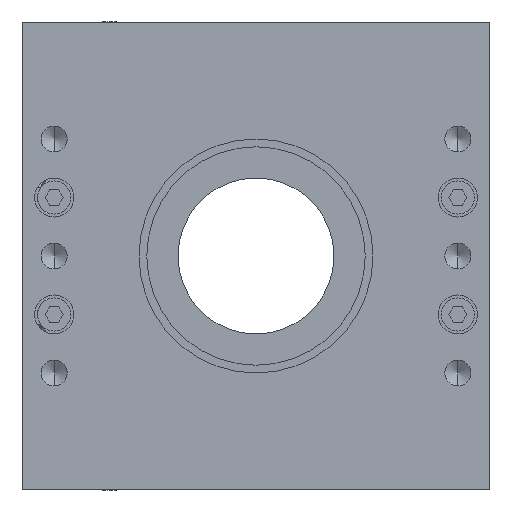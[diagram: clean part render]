
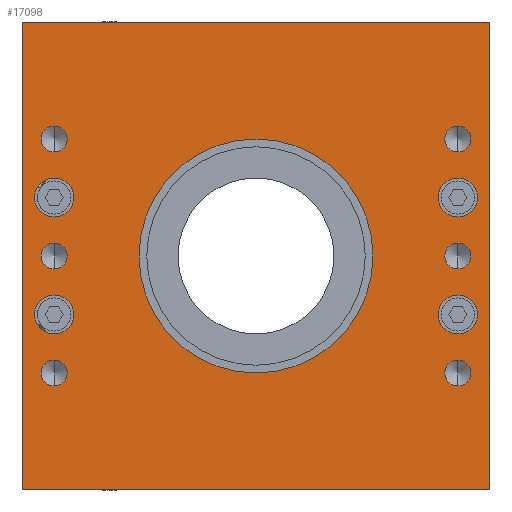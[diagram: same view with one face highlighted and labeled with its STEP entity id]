
A CAD part, left-side view. The second image highlights one B-rep face of the part: STEP entity #17098.
In plain terms, the highlighted planar face has unit normal (-1, 0, 0).
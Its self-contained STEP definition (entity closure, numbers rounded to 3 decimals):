
#303=CARTESIAN_POINT('',(-80.0,-51.75,10.));
#304=VERTEX_POINT('',#303);
#320=CARTESIAN_POINT('',(-80.0,-51.75,20.));
#321=VERTEX_POINT('',#320);
#328=CARTESIAN_POINT('',(-80.0,-51.75,15.));
#329=DIRECTION('',(-1.0,0.0,0.0));
#330=DIRECTION('',(0.0,-1.0,0.0));
#331=AXIS2_PLACEMENT_3D('',#328,#329,#330);
#332=CIRCLE('',#331,5.0);
#333=EDGE_CURVE('',#304,#321,#332,.F.);
#345=CARTESIAN_POINT('',(-80.0,-51.75,-20.));
#346=VERTEX_POINT('',#345);
#362=CARTESIAN_POINT('',(-80.0,-51.75,-10.));
#363=VERTEX_POINT('',#362);
#370=CARTESIAN_POINT('',(-80.0,-51.75,-15.));
#371=DIRECTION('',(-1.0,0.0,0.0));
#372=DIRECTION('',(0.0,-1.0,0.0));
#373=AXIS2_PLACEMENT_3D('',#370,#371,#372);
#374=CIRCLE('',#373,5.0);
#375=EDGE_CURVE('',#346,#363,#374,.F.);
#387=CARTESIAN_POINT('',(-80.0,51.75,-20.));
#388=VERTEX_POINT('',#387);
#455=CARTESIAN_POINT('',(-80.0,51.75,-10.));
#456=VERTEX_POINT('',#455);
#463=CARTESIAN_POINT('',(-80.0,51.75,-15.));
#464=DIRECTION('',(-1.0,0.0,0.0));
#465=DIRECTION('',(0.0,-1.0,0.0));
#466=AXIS2_PLACEMENT_3D('',#463,#464,#465);
#467=CIRCLE('',#466,5.0);
#468=EDGE_CURVE('',#388,#456,#467,.F.);
#480=CARTESIAN_POINT('',(-80.0,51.75,10.));
#481=VERTEX_POINT('',#480);
#551=CARTESIAN_POINT('',(-80.0,51.75,20.));
#552=VERTEX_POINT('',#551);
#559=CARTESIAN_POINT('',(-80.0,51.75,15.0));
#560=DIRECTION('',(-1.0,0.0,0.0));
#561=DIRECTION('',(0.0,-1.0,0.0));
#562=AXIS2_PLACEMENT_3D('',#559,#560,#561);
#563=CIRCLE('',#562,5.0);
#564=EDGE_CURVE('',#481,#552,#563,.F.);
#1164=CARTESIAN_POINT('',(-80.0,0.,-30.0));
#1165=VERTEX_POINT('',#1164);
#1181=CARTESIAN_POINT('',(-80.0,0.,30.));
#1182=VERTEX_POINT('',#1181);
#1189=CARTESIAN_POINT('',(-80.0,0.,0.));
#1190=DIRECTION('',(-1.0,0.0,0.0));
#1191=DIRECTION('',(0.0,-1.0,0.0));
#1192=AXIS2_PLACEMENT_3D('',#1189,#1190,#1191);
#1193=CIRCLE('',#1192,30.0);
#1194=EDGE_CURVE('',#1165,#1182,#1193,.F.);
#9675=CARTESIAN_POINT('',(-80.0,0.,0.));
#9676=DIRECTION('',(-1.0,0.0,0.0));
#9677=DIRECTION('',(0.0,1.0,0.0));
#9678=AXIS2_PLACEMENT_3D('',#9675,#9676,#9677);
#9679=CIRCLE('',#9678,30.0);
#9680=EDGE_CURVE('',#1182,#1165,#9679,.F.);
#10249=CARTESIAN_POINT('',(-80.0,-51.75,33.324));
#10250=VERTEX_POINT('',#10249);
#10266=CARTESIAN_POINT('',(-80.0,-51.75,26.677));
#10267=VERTEX_POINT('',#10266);
#10274=CARTESIAN_POINT('',(-80.0,-51.75,30.));
#10275=DIRECTION('',(-1.0,0.0,0.0));
#10276=DIRECTION('',(0.0,1.0,0.0));
#10277=AXIS2_PLACEMENT_3D('',#10274,#10275,#10276);
#10278=CIRCLE('',#10277,3.324);
#10279=EDGE_CURVE('',#10250,#10267,#10278,.F.);
#10320=CARTESIAN_POINT('',(-80.0,-51.75,3.324));
#10321=VERTEX_POINT('',#10320);
#10337=CARTESIAN_POINT('',(-80.0,-51.75,-3.323));
#10338=VERTEX_POINT('',#10337);
#10345=CARTESIAN_POINT('',(-80.0,-51.75,0.));
#10346=DIRECTION('',(-1.0,0.0,0.0));
#10347=DIRECTION('',(0.0,1.0,0.0));
#10348=AXIS2_PLACEMENT_3D('',#10345,#10346,#10347);
#10349=CIRCLE('',#10348,3.324);
#10350=EDGE_CURVE('',#10321,#10338,#10349,.F.);
#10391=CARTESIAN_POINT('',(-80.0,-51.75,-26.676));
#10392=VERTEX_POINT('',#10391);
#10408=CARTESIAN_POINT('',(-80.0,-51.75,-33.324));
#10409=VERTEX_POINT('',#10408);
#10416=CARTESIAN_POINT('',(-80.0,-51.75,-30.));
#10417=DIRECTION('',(-1.0,0.0,0.0));
#10418=DIRECTION('',(0.0,1.0,0.0));
#10419=AXIS2_PLACEMENT_3D('',#10416,#10417,#10418);
#10420=CIRCLE('',#10419,3.324);
#10421=EDGE_CURVE('',#10392,#10409,#10420,.F.);
#10462=CARTESIAN_POINT('',(-80.0,51.75,33.324));
#10463=VERTEX_POINT('',#10462);
#10479=CARTESIAN_POINT('',(-80.0,51.75,26.677));
#10480=VERTEX_POINT('',#10479);
#10487=CARTESIAN_POINT('',(-80.0,51.75,30.));
#10488=DIRECTION('',(-1.0,0.0,0.0));
#10489=DIRECTION('',(0.0,1.0,0.0));
#10490=AXIS2_PLACEMENT_3D('',#10487,#10488,#10489);
#10491=CIRCLE('',#10490,3.324);
#10492=EDGE_CURVE('',#10463,#10480,#10491,.F.);
#10533=CARTESIAN_POINT('',(-80.0,51.75,3.324));
#10534=VERTEX_POINT('',#10533);
#10550=CARTESIAN_POINT('',(-80.0,51.75,-3.323));
#10551=VERTEX_POINT('',#10550);
#10558=CARTESIAN_POINT('',(-80.0,51.75,0.));
#10559=DIRECTION('',(-1.0,0.0,0.0));
#10560=DIRECTION('',(0.0,1.0,0.0));
#10561=AXIS2_PLACEMENT_3D('',#10558,#10559,#10560);
#10562=CIRCLE('',#10561,3.324);
#10563=EDGE_CURVE('',#10534,#10551,#10562,.F.);
#10604=CARTESIAN_POINT('',(-80.0,51.75,-26.676));
#10605=VERTEX_POINT('',#10604);
#10621=CARTESIAN_POINT('',(-80.0,51.75,-33.324));
#10622=VERTEX_POINT('',#10621);
#10629=CARTESIAN_POINT('',(-80.0,51.75,-30.));
#10630=DIRECTION('',(-1.0,0.0,0.0));
#10631=DIRECTION('',(0.0,1.0,0.0));
#10632=AXIS2_PLACEMENT_3D('',#10629,#10630,#10631);
#10633=CIRCLE('',#10632,3.324);
#10634=EDGE_CURVE('',#10605,#10622,#10633,.F.);
#11449=CARTESIAN_POINT('',(-80.0,51.75,15.));
#11450=DIRECTION('',(-1.0,0.0,0.0));
#11451=DIRECTION('',(0.0,1.0,0.0));
#11452=AXIS2_PLACEMENT_3D('',#11449,#11450,#11451);
#11453=CIRCLE('',#11452,5.0);
#11454=EDGE_CURVE('',#552,#481,#11453,.F.);
#11473=CARTESIAN_POINT('',(-80.0,51.75,-15.0));
#11474=DIRECTION('',(-1.0,0.0,0.0));
#11475=DIRECTION('',(0.0,1.0,0.0));
#11476=AXIS2_PLACEMENT_3D('',#11473,#11474,#11475);
#11477=CIRCLE('',#11476,5.0);
#11478=EDGE_CURVE('',#456,#388,#11477,.F.);
#11497=CARTESIAN_POINT('',(-80.0,-51.75,-15.));
#11498=DIRECTION('',(-1.0,0.0,0.0));
#11499=DIRECTION('',(0.0,1.0,0.0));
#11500=AXIS2_PLACEMENT_3D('',#11497,#11498,#11499);
#11501=CIRCLE('',#11500,5.0);
#11502=EDGE_CURVE('',#363,#346,#11501,.F.);
#11521=CARTESIAN_POINT('',(-80.0,-51.75,15.));
#11522=DIRECTION('',(-1.0,0.0,0.0));
#11523=DIRECTION('',(0.0,1.0,0.0));
#11524=AXIS2_PLACEMENT_3D('',#11521,#11522,#11523);
#11525=CIRCLE('',#11524,5.0);
#11526=EDGE_CURVE('',#321,#304,#11525,.F.);
#15107=CARTESIAN_POINT('',(-80.0,60.,60.));
#15108=VERTEX_POINT('',#15107);
#15115=CARTESIAN_POINT('',(-80.0,-60.,60.));
#15116=VERTEX_POINT('',#15115);
#15117=CARTESIAN_POINT('',(-80.0,60.,60.));
#15118=DIRECTION('',(0.0,-1.0,0.0));
#15119=VECTOR('',#15118,120.);
#15120=LINE('',#15117,#15119);
#15121=EDGE_CURVE('',#15108,#15116,#15120,.T.);
#16234=CARTESIAN_POINT('',(-80.0,-60.,-60.0));
#16235=VERTEX_POINT('',#16234);
#16236=CARTESIAN_POINT('',(-80.0,-60.,60.));
#16237=DIRECTION('',(0.0,0.0,-1.0));
#16238=VECTOR('',#16237,120.0);
#16239=LINE('',#16236,#16238);
#16240=EDGE_CURVE('',#15116,#16235,#16239,.T.);
#16298=CARTESIAN_POINT('',(-80.0,60.,-60.0));
#16299=VERTEX_POINT('',#16298);
#16300=CARTESIAN_POINT('',(-80.0,-60.,-60.0));
#16301=DIRECTION('',(0.0,1.0,0.0));
#16302=VECTOR('',#16301,120.);
#16303=LINE('',#16300,#16302);
#16304=EDGE_CURVE('',#16235,#16299,#16303,.T.);
#17002=CARTESIAN_POINT('',(-80.0,-66.,66.));
#17003=DIRECTION('',(1.0,0.0,0.0));
#17004=DIRECTION('',(0.0,0.0,-1.0));
#17005=AXIS2_PLACEMENT_3D('',#17002,#17003,#17004);
#17006=PLANE('',#17005);
#17007=ORIENTED_EDGE('',*,*,#16240,.F.);
#17008=ORIENTED_EDGE('',*,*,#15121,.F.);
#17009=CARTESIAN_POINT('',(-80.0,60.,-60.0));
#17010=DIRECTION('',(0.0,0.0,1.0));
#17011=VECTOR('',#17010,120.);
#17012=LINE('',#17009,#17011);
#17013=EDGE_CURVE('',#16299,#15108,#17012,.T.);
#17014=ORIENTED_EDGE('',*,*,#17013,.F.);
#17015=ORIENTED_EDGE('',*,*,#16304,.F.);
#17016=EDGE_LOOP('',(#17007,#17008,#17014,#17015));
#17017=FACE_OUTER_BOUND('',#17016,.T.);
#17018=ORIENTED_EDGE('',*,*,#11526,.T.);
#17019=ORIENTED_EDGE('',*,*,#333,.T.);
#17020=EDGE_LOOP('',(#17018,#17019));
#17021=FACE_BOUND('',#17020,.T.);
#17022=ORIENTED_EDGE('',*,*,#11502,.T.);
#17023=ORIENTED_EDGE('',*,*,#375,.T.);
#17024=EDGE_LOOP('',(#17022,#17023));
#17025=FACE_BOUND('',#17024,.T.);
#17026=ORIENTED_EDGE('',*,*,#11478,.T.);
#17027=ORIENTED_EDGE('',*,*,#468,.T.);
#17028=EDGE_LOOP('',(#17026,#17027));
#17029=FACE_BOUND('',#17028,.T.);
#17030=ORIENTED_EDGE('',*,*,#11454,.T.);
#17031=ORIENTED_EDGE('',*,*,#564,.T.);
#17032=EDGE_LOOP('',(#17030,#17031));
#17033=FACE_BOUND('',#17032,.T.);
#17034=ORIENTED_EDGE('',*,*,#9680,.T.);
#17035=ORIENTED_EDGE('',*,*,#1194,.T.);
#17036=EDGE_LOOP('',(#17034,#17035));
#17037=FACE_BOUND('',#17036,.T.);
#17038=ORIENTED_EDGE('',*,*,#10279,.T.);
#17039=CARTESIAN_POINT('',(-80.0,-51.75,30.));
#17040=DIRECTION('',(1.0,0.0,0.0));
#17041=DIRECTION('',(0.0,-1.0,0.0));
#17042=AXIS2_PLACEMENT_3D('',#17039,#17040,#17041);
#17043=CIRCLE('',#17042,3.324);
#17044=EDGE_CURVE('',#10267,#10250,#17043,.T.);
#17045=ORIENTED_EDGE('',*,*,#17044,.T.);
#17046=EDGE_LOOP('',(#17038,#17045));
#17047=FACE_BOUND('',#17046,.T.);
#17048=ORIENTED_EDGE('',*,*,#10350,.T.);
#17049=CARTESIAN_POINT('',(-80.0,-51.75,0.));
#17050=DIRECTION('',(1.0,0.0,0.0));
#17051=DIRECTION('',(0.0,-1.0,0.0));
#17052=AXIS2_PLACEMENT_3D('',#17049,#17050,#17051);
#17053=CIRCLE('',#17052,3.324);
#17054=EDGE_CURVE('',#10338,#10321,#17053,.T.);
#17055=ORIENTED_EDGE('',*,*,#17054,.T.);
#17056=EDGE_LOOP('',(#17048,#17055));
#17057=FACE_BOUND('',#17056,.T.);
#17058=ORIENTED_EDGE('',*,*,#10421,.T.);
#17059=CARTESIAN_POINT('',(-80.0,-51.75,-30.));
#17060=DIRECTION('',(1.0,0.0,0.0));
#17061=DIRECTION('',(0.0,-1.0,0.0));
#17062=AXIS2_PLACEMENT_3D('',#17059,#17060,#17061);
#17063=CIRCLE('',#17062,3.324);
#17064=EDGE_CURVE('',#10409,#10392,#17063,.T.);
#17065=ORIENTED_EDGE('',*,*,#17064,.T.);
#17066=EDGE_LOOP('',(#17058,#17065));
#17067=FACE_BOUND('',#17066,.T.);
#17068=ORIENTED_EDGE('',*,*,#10492,.T.);
#17069=CARTESIAN_POINT('',(-80.0,51.75,30.));
#17070=DIRECTION('',(1.0,0.0,0.0));
#17071=DIRECTION('',(0.0,-1.0,0.0));
#17072=AXIS2_PLACEMENT_3D('',#17069,#17070,#17071);
#17073=CIRCLE('',#17072,3.324);
#17074=EDGE_CURVE('',#10480,#10463,#17073,.T.);
#17075=ORIENTED_EDGE('',*,*,#17074,.T.);
#17076=EDGE_LOOP('',(#17068,#17075));
#17077=FACE_BOUND('',#17076,.T.);
#17078=ORIENTED_EDGE('',*,*,#10563,.T.);
#17079=CARTESIAN_POINT('',(-80.0,51.75,0.));
#17080=DIRECTION('',(1.0,0.0,0.0));
#17081=DIRECTION('',(0.0,-1.0,0.0));
#17082=AXIS2_PLACEMENT_3D('',#17079,#17080,#17081);
#17083=CIRCLE('',#17082,3.324);
#17084=EDGE_CURVE('',#10551,#10534,#17083,.T.);
#17085=ORIENTED_EDGE('',*,*,#17084,.T.);
#17086=EDGE_LOOP('',(#17078,#17085));
#17087=FACE_BOUND('',#17086,.T.);
#17088=ORIENTED_EDGE('',*,*,#10634,.T.);
#17089=CARTESIAN_POINT('',(-80.0,51.75,-30.));
#17090=DIRECTION('',(1.0,0.0,0.0));
#17091=DIRECTION('',(0.0,-1.0,0.0));
#17092=AXIS2_PLACEMENT_3D('',#17089,#17090,#17091);
#17093=CIRCLE('',#17092,3.324);
#17094=EDGE_CURVE('',#10622,#10605,#17093,.T.);
#17095=ORIENTED_EDGE('',*,*,#17094,.T.);
#17096=EDGE_LOOP('',(#17088,#17095));
#17097=FACE_BOUND('',#17096,.T.);
#17098=ADVANCED_FACE('',(#17017,#17021,#17025,#17029,#17033,#17037,#17047,#17057,#17067,#17077,#17087,#17097),#17006,.F.);
